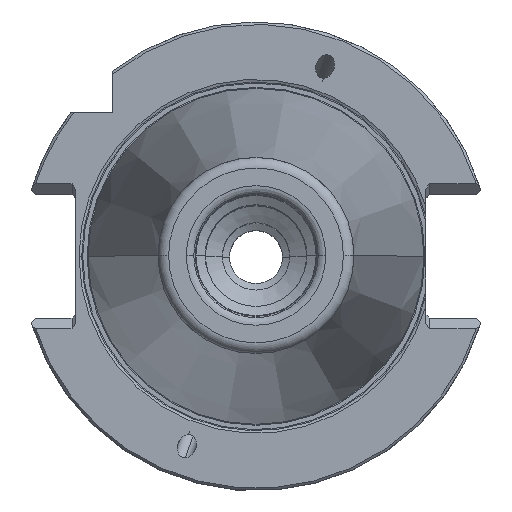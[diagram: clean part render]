
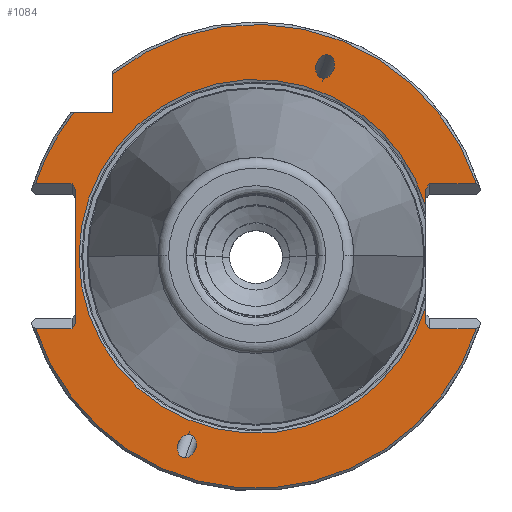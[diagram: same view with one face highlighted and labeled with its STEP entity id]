
A CAD part, top view. The second image highlights one B-rep face of the part: STEP entity #1084.
In plain terms, the highlighted planar face has unit normal (0, 0, 1).
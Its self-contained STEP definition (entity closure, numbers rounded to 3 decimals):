
#1006=EDGE_CURVE('NONE',#2658,#2702,#2861,.T.);
#1042=VERTEX_POINT('NONE',#2901);
#1084=ADVANCED_FACE('NONE',(#2950,#2951,#2952),#2953,.F.);
#1126=EDGE_CURVE('NONE',#2732,#1668,#2997,.T.);
#1138=EDGE_CURVE('NONE',#1340,#1440,#3013,.T.);
#1270=EDGE_CURVE('NONE',#2080,#2150,#3155,.T.);
#1306=VERTEX_POINT('NONE',#3193);
#1314=EDGE_CURVE('NONE',#1042,#2730,#3201,.T.);
#1318=EDGE_CURVE('NONE',#1306,#1824,#3205,.T.);
#1340=VERTEX_POINT('NONE',#3232);
#1352=VERTEX_POINT('NONE',#3245);
#1400=VERTEX_POINT('NONE',#3296);
#1440=VERTEX_POINT('NONE',#3338);
#1468=EDGE_CURVE('NONE',#1400,#1668,#3370,.T.);
#1516=VERTEX_POINT('NONE',#3425);
#1520=VERTEX_POINT('NONE',#3429);
#1668=VERTEX_POINT('NONE',#3598);
#1706=EDGE_CURVE('NONE',#2584,#1520,#3638,.T.);
#1748=EDGE_CURVE('NONE',#2150,#2730,#3686,.T.);
#1762=EDGE_CURVE('NONE',#1306,#1042,#3702,.T.);
#1812=EDGE_CURVE('NONE',#1352,#2446,#3757,.T.);
#1824=VERTEX_POINT('NONE',#3769);
#1848=EDGE_CURVE('NONE',#1824,#2584,#3796,.T.);
#1900=EDGE_CURVE('NONE',#2636,#2122,#3854,.T.);
#2036=EDGE_CURVE('NONE',#2122,#2636,#4009,.T.);
#2080=VERTEX_POINT('NONE',#4057);
#2122=VERTEX_POINT('NONE',#4105);
#2150=VERTEX_POINT('NONE',#4135);
#2182=EDGE_CURVE('NONE',#2658,#2080,#4171,.T.);
#2228=EDGE_CURVE('NONE',#1516,#2702,#4221,.T.);
#2244=EDGE_CURVE('NONE',#2286,#1520,#4238,.T.);
#2286=VERTEX_POINT('NONE',#4282);
#2372=EDGE_CURVE('NONE',#1400,#2446,#4376,.T.);
#2440=EDGE_CURVE('NONE',#2518,#1352,#4453,.T.);
#2446=VERTEX_POINT('NONE',#4459);
#2460=EDGE_CURVE('NONE',#2518,#1516,#4473,.T.);
#2518=VERTEX_POINT('NONE',#4540);
#2584=VERTEX_POINT('NONE',#4611);
#2594=EDGE_CURVE('NONE',#1440,#1340,#4622,.T.);
#2636=VERTEX_POINT('NONE',#4669);
#2658=VERTEX_POINT('NONE',#4694);
#2702=VERTEX_POINT('NONE',#4744);
#2730=VERTEX_POINT('NONE',#4775);
#2732=VERTEX_POINT('NONE',#4777);
#2750=EDGE_CURVE('NONE',#2732,#2286,#4798,.T.);
#2861=CIRCLE('',#5017,48.225);
#2901=CARTESIAN_POINT('',(-36.786,0.,-1.5));
#2950=FACE_OUTER_BOUND('',#5156,.T.);
#2951=FACE_BOUND('',#5157,.T.);
#2952=FACE_BOUND('',#5158,.T.);
#2953=PLANE('',#5159);
#2997=LINE('',#5241,#5242);
#3013=(B_SPLINE_CURVE(3,(#5262,#5263,#5264,#5265),.UNSPECIFIED.,.F.,.F.)B_SPLINE_CURVE_WITH_KNOTS((4,4),(3.414,6.555),.UNSPECIFIED.)RATIONAL_B_SPLINE_CURVE((1.0,0.333,0.333,1.0))BOUNDED_CURVE()REPRESENTATION_ITEM('')GEOMETRIC_REPRESENTATION_ITEM()CURVE());
#3155=LINE('',#5467,#5468);
#3193=CARTESIAN_POINT('',(35.3,-10.348,-1.5));
#3201=CIRCLE('',#5535,36.786);
#3205=LINE('',#5542,#5543);
#3232=CARTESIAN_POINT('',(14.027,37.047,-1.5));
#3245=CARTESIAN_POINT('',(-45.816,15.05,-1.5));
#3296=CARTESIAN_POINT('',(-37.5,13.989,-1.5));
#3338=CARTESIAN_POINT('',(14.702,41.887,-1.5));
#3370=LINE('',#5766,#5767);
#3425=CARTESIAN_POINT('',(-29.85,29.85,-1.5));
#3429=CARTESIAN_POINT('',(45.816,-15.05,-1.5));
#3598=CARTESIAN_POINT('',(-37.5,-13.989,-1.5));
#3638=LINE('',#6176,#6177);
#3686=LINE('',#6262,#6263);
#3702=CIRCLE('',#6282,36.786);
#3757=LINE('',#6361,#6362);
#3769=CARTESIAN_POINT('',(35.3,-13.989,-1.5));
#3796=LINE('',#6443,#6444);
#3854=(B_SPLINE_CURVE(3,(#6518,#6519,#6520,#6521),.UNSPECIFIED.,.F.,.F.)B_SPLINE_CURVE_WITH_KNOTS((4,4),(0.272,3.414),.UNSPECIFIED.)RATIONAL_B_SPLINE_CURVE((1.0,0.333,0.333,1.0))BOUNDED_CURVE()REPRESENTATION_ITEM('')GEOMETRIC_REPRESENTATION_ITEM()CURVE());
#4009=(B_SPLINE_CURVE(3,(#6758,#6759,#6760,#6761),.UNSPECIFIED.,.F.,.F.)B_SPLINE_CURVE_WITH_KNOTS((4,4),(3.414,6.555),.UNSPECIFIED.)RATIONAL_B_SPLINE_CURVE((1.0,0.333,0.333,1.0))BOUNDED_CURVE()REPRESENTATION_ITEM('')GEOMETRIC_REPRESENTATION_ITEM()CURVE());
#4057=CARTESIAN_POINT('',(36.05,15.05,-1.5));
#4105=CARTESIAN_POINT('',(-14.027,-37.047,-1.5));
#4135=CARTESIAN_POINT('',(35.3,13.989,-1.5));
#4171=LINE('',#6991,#6992);
#4221=LINE('',#7069,#7070);
#4238=CIRCLE('',#7098,48.225);
#4282=CARTESIAN_POINT('',(-45.816,-15.05,-1.5));
#4376=LINE('',#7321,#7322);
#4453=CIRCLE('',#7448,48.225);
#4459=CARTESIAN_POINT('',(-38.25,15.05,-1.5));
#4473=LINE('',#7481,#7482);
#4540=CARTESIAN_POINT('',(-37.876,29.85,-1.5));
#4611=CARTESIAN_POINT('',(36.05,-15.05,-1.5));
#4622=(B_SPLINE_CURVE(3,(#7748,#7749,#7750,#7751),.UNSPECIFIED.,.F.,.F.)B_SPLINE_CURVE_WITH_KNOTS((4,4),(0.272,3.414),.UNSPECIFIED.)RATIONAL_B_SPLINE_CURVE((1.0,0.333,0.333,1.0))BOUNDED_CURVE()REPRESENTATION_ITEM('')GEOMETRIC_REPRESENTATION_ITEM()CURVE());
#4669=CARTESIAN_POINT('',(-14.702,-41.887,-1.5));
#4694=CARTESIAN_POINT('',(45.816,15.05,-1.5));
#4744=CARTESIAN_POINT('',(-29.85,37.876,-1.5));
#4775=CARTESIAN_POINT('',(35.3,10.348,-1.5));
#4777=CARTESIAN_POINT('',(-38.25,-15.05,-1.5));
#4798=LINE('',#8019,#8020);
#5017=AXIS2_PLACEMENT_3D('',#8164,#8165,#8166);
#5156=EDGE_LOOP('',(#8275,#8276,#8277,#8278,#8279,#8280,#8281,#8282,#8283,#8284,#8285,#8286,#8287,#8288,#8289,#8290,#8291,#8292));
#5157=EDGE_LOOP('',(#8293,#8294));
#5158=EDGE_LOOP('',(#8295,#8296));
#5159=AXIS2_PLACEMENT_3D('',#8297,#8298,#8299);
#5241=CARTESIAN_POINT('',(-29.995,-3.376,-1.5));
#5242=VECTOR('',#8338,1000.0);
#5262=CARTESIAN_POINT('',(14.027,37.047,-1.5));
#5263=CARTESIAN_POINT('',(17.923,37.047,-1.5));
#5264=CARTESIAN_POINT('',(18.598,41.887,-1.5));
#5265=CARTESIAN_POINT('',(14.702,41.887,-1.5));
#5467=CARTESIAN_POINT('',(35.013,13.583,-1.5));
#5468=VECTOR('',#8511,1000.0);
#5535=AXIS2_PLACEMENT_3D('',#8546,#8547,#8548);
#5542=CARTESIAN_POINT('',(35.3,0.,-1.5));
#5543=VECTOR('',#8550,1000.0);
#5766=CARTESIAN_POINT('',(-37.5,0.,-1.5));
#5767=VECTOR('',#8755,1000.0);
#6176=CARTESIAN_POINT('',(62.5,-15.05,-1.5));
#6177=VECTOR('',#9075,1000.0);
#6262=CARTESIAN_POINT('',(35.3,0.,-1.5));
#6263=VECTOR('',#9133,1000.0);
#6282=AXIS2_PLACEMENT_3D('',#9157,#9158,#9159);
#6361=CARTESIAN_POINT('',(-63.9,15.05,-1.5));
#6362=VECTOR('',#9226,1000.0);
#6443=CARTESIAN_POINT('',(35.013,-13.583,-1.5));
#6444=VECTOR('',#9269,1000.0);
#6518=CARTESIAN_POINT('',(-14.702,-41.887,-1.5));
#6519=CARTESIAN_POINT('',(-10.807,-41.887,-1.5));
#6520=CARTESIAN_POINT('',(-10.132,-37.047,-1.5));
#6521=CARTESIAN_POINT('',(-14.027,-37.047,-1.5));
#6758=CARTESIAN_POINT('',(-14.027,-37.047,-1.5));
#6759=CARTESIAN_POINT('',(-17.923,-37.047,-1.5));
#6760=CARTESIAN_POINT('',(-18.598,-41.887,-1.5));
#6761=CARTESIAN_POINT('',(-14.702,-41.887,-1.5));
#6991=CARTESIAN_POINT('',(62.5,15.05,-1.5));
#6992=VECTOR('',#9721,1000.0);
#7069=CARTESIAN_POINT('',(-29.85,29.85,-1.5));
#7070=VECTOR('',#9773,1000.0);
#7098=AXIS2_PLACEMENT_3D('',#9783,#9784,#9785);
#7321=CARTESIAN_POINT('',(-29.995,3.376,-1.5));
#7322=VECTOR('',#9928,1000.0);
#7448=AXIS2_PLACEMENT_3D('',#10021,#10022,#10023);
#7481=CARTESIAN_POINT('',(-52.85,29.85,-1.5));
#7482=VECTOR('',#10033,1000.0);
#7748=CARTESIAN_POINT('',(14.702,41.887,-1.5));
#7749=CARTESIAN_POINT('',(10.807,41.887,-1.5));
#7750=CARTESIAN_POINT('',(10.132,37.047,-1.5));
#7751=CARTESIAN_POINT('',(14.027,37.047,-1.5));
#8019=CARTESIAN_POINT('',(-63.9,-15.05,-1.5));
#8020=VECTOR('',#10431,1000.0);
#8164=CARTESIAN_POINT('',(0.0,0.0,-1.5));
#8165=DIRECTION('',(0.0,-0.0,1.0));
#8166=DIRECTION('',(1.0,0.,0.0));
#8275=ORIENTED_EDGE('',*,*,#2182,.F.);
#8276=ORIENTED_EDGE('',*,*,#1006,.T.);
#8277=ORIENTED_EDGE('',*,*,#2228,.F.);
#8278=ORIENTED_EDGE('',*,*,#2460,.F.);
#8279=ORIENTED_EDGE('',*,*,#2440,.T.);
#8280=ORIENTED_EDGE('',*,*,#1812,.T.);
#8281=ORIENTED_EDGE('',*,*,#2372,.F.);
#8282=ORIENTED_EDGE('',*,*,#1468,.T.);
#8283=ORIENTED_EDGE('',*,*,#1126,.F.);
#8284=ORIENTED_EDGE('',*,*,#2750,.T.);
#8285=ORIENTED_EDGE('',*,*,#2244,.T.);
#8286=ORIENTED_EDGE('',*,*,#1706,.F.);
#8287=ORIENTED_EDGE('',*,*,#1848,.F.);
#8288=ORIENTED_EDGE('',*,*,#1318,.F.);
#8289=ORIENTED_EDGE('',*,*,#1762,.T.);
#8290=ORIENTED_EDGE('',*,*,#1314,.T.);
#8291=ORIENTED_EDGE('',*,*,#1748,.F.);
#8292=ORIENTED_EDGE('',*,*,#1270,.F.);
#8293=ORIENTED_EDGE('',*,*,#1900,.F.);
#8294=ORIENTED_EDGE('',*,*,#2036,.F.);
#8295=ORIENTED_EDGE('',*,*,#2594,.F.);
#8296=ORIENTED_EDGE('',*,*,#1138,.F.);
#8297=CARTESIAN_POINT('',(0.,-50.0,-1.5));
#8298=DIRECTION('',(0.0,0.0,-1.0));
#8299=DIRECTION('',(-1.0,0.0,0.0));
#8338=DIRECTION('',(0.577,0.816,0.0));
#8511=DIRECTION('',(-0.577,-0.816,0.0));
#8546=CARTESIAN_POINT('',(0.0,0.0,-1.5));
#8547=DIRECTION('',(0.0,0.0,-1.0));
#8548=DIRECTION('',(1.0,0.,0.0));
#8550=DIRECTION('',(0.,-1.0,-0.0));
#8755=DIRECTION('',(0.,-1.0,-0.0));
#9075=DIRECTION('',(1.0,0.,0.0));
#9133=DIRECTION('',(0.,-1.0,-0.0));
#9157=CARTESIAN_POINT('',(0.0,0.0,-1.5));
#9158=DIRECTION('',(0.0,0.0,-1.0));
#9159=DIRECTION('',(1.0,0.,0.0));
#9226=DIRECTION('',(1.0,0.,0.0));
#9269=DIRECTION('',(0.577,-0.816,0.0));
#9721=DIRECTION('',(-1.0,0.,0.0));
#9773=DIRECTION('',(0.,1.0,0.0));
#9783=CARTESIAN_POINT('',(0.0,0.0,-1.5));
#9784=DIRECTION('',(0.0,-0.0,1.0));
#9785=DIRECTION('',(1.0,0.,0.0));
#9928=DIRECTION('',(-0.577,0.816,0.0));
#10021=CARTESIAN_POINT('',(0.0,0.0,-1.5));
#10022=DIRECTION('',(0.0,0.0,1.0));
#10023=DIRECTION('',(1.0,0.,-0.0));
#10033=DIRECTION('',(1.0,0.,0.0));
#10431=DIRECTION('',(-1.0,0.,0.0));
